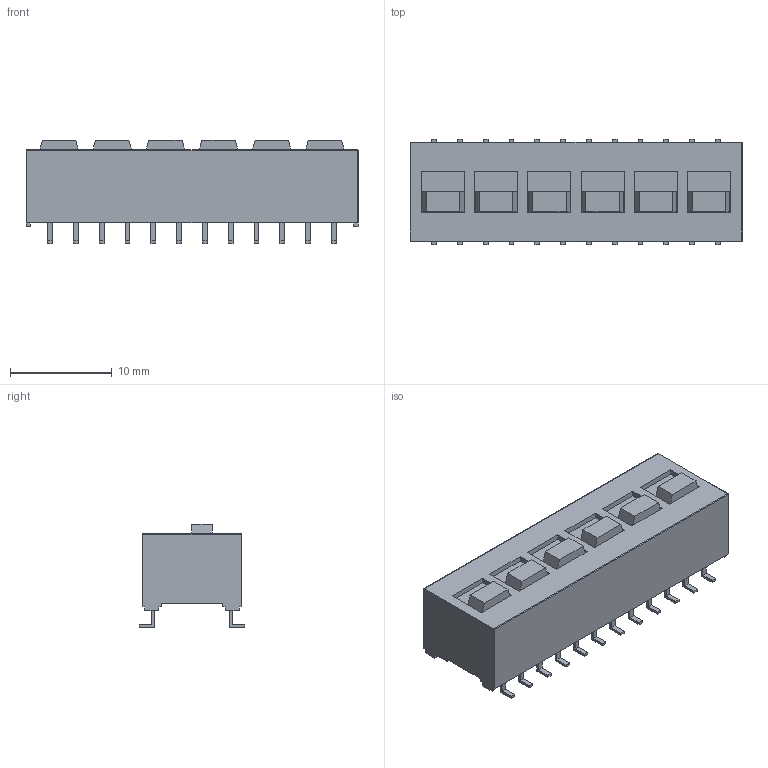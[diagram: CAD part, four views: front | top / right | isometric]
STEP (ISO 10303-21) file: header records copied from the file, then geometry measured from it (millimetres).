
FILE_DESCRIPTION(/* description */ ('Unknown'),/* implementation_level */ '2;1');
FILE_NAME(/* name */ '204-126ST',/* time_stamp */ '2024-07-23T09:55:20+02:00',/* author */ ('Unknown'),/* organization */ ('Unknown'),/* preprocessor_version */ 'ST-DEVELOPER v18.102',/* originating_system */ 'Solid Edge',/* authorisation */ 'Unknown');
FILE_SCHEMA (('AUTOMOTIVE_DESIGN {1 0 10303 214 3 1 1}'));
Length unit declared in the file: millimetre
Products named in the file (1): 204-126ST
Bounding box: 32.66 x 10.4 x 10.13 mm (x, y, z)
Volume: 2256 mm3; surface area: 1525.9 mm2
Topology: 1 solids, 1 shells, 282 faces, 724 edges, 476 vertices
Faces by surface type: plane 266, cylinder 12, sphere 4
Entity records: 10351 total; most frequent: CARTESIAN_POINT 1479, ORIENTED_EDGE 1440, DIRECTION 1310, EDGE_CURVE 720, LINE 696, VECTOR 696, VERTEX_POINT 476, EDGE_LOOP 318
